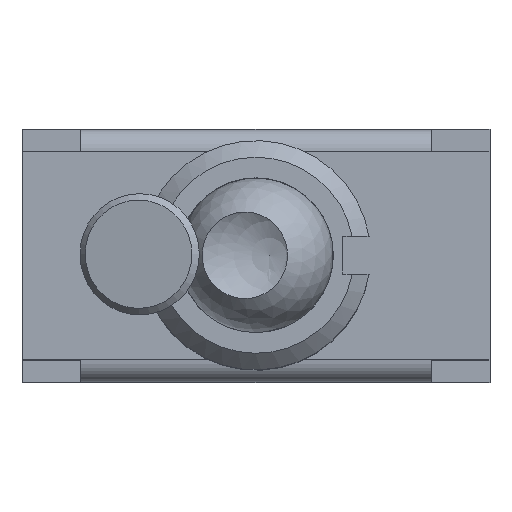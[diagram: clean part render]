
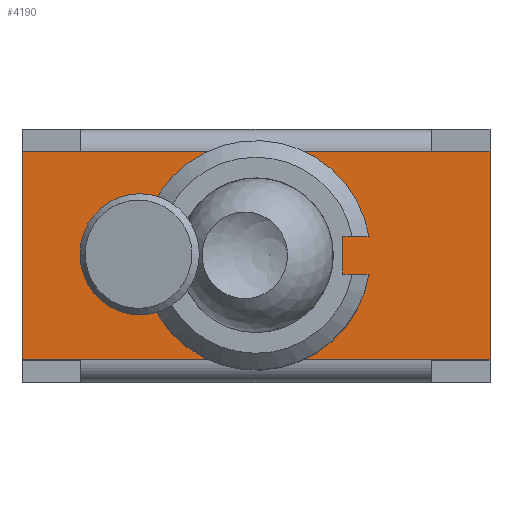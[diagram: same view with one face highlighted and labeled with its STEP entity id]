
A CAD part, top view. The second image highlights one B-rep face of the part: STEP entity #4190.
In plain terms, the highlighted planar face has unit normal (0, 0, 1).
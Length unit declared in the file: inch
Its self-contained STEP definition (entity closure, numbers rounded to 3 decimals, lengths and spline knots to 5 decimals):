
#237=PLANE('',#4479);
#432=FACE_OUTER_BOUND('',#683,.T.);
#683=EDGE_LOOP('',(#3543,#3544,#3545,#3546,#3547,#3548,#3549,#3550));
#1097=LINE('',#6769,#1566);
#1099=LINE('',#6774,#1568);
#1101=LINE('',#6777,#1570);
#1104=LINE('',#6783,#1573);
#1109=LINE('',#6793,#1578);
#1111=LINE('',#6796,#1580);
#1113=LINE('',#6804,#1582);
#1114=LINE('',#6806,#1583);
#1566=VECTOR('',#5258,0.3937);
#1568=VECTOR('',#5262,0.3937);
#1570=VECTOR('',#5266,0.3937);
#1573=VECTOR('',#5271,0.3937);
#1578=VECTOR('',#5278,0.3937);
#1580=VECTOR('',#5282,0.3937);
#1582=VECTOR('',#5294,0.3937);
#1583=VECTOR('',#5297,0.3937);
#1999=VERTEX_POINT('',#6586);
#2000=VERTEX_POINT('',#6594);
#2005=VERTEX_POINT('',#6610);
#2056=VERTEX_POINT('',#6765);
#2059=VERTEX_POINT('',#6772);
#2061=VERTEX_POINT('',#6781);
#2062=VERTEX_POINT('',#6786);
#2065=VERTEX_POINT('',#6791);
#2566=EDGE_CURVE('',#2000,#2056,#1097,.T.);
#2568=EDGE_CURVE('',#2005,#2059,#1099,.T.);
#2570=EDGE_CURVE('',#2059,#2056,#1101,.T.);
#2573=EDGE_CURVE('',#1999,#2061,#1104,.T.);
#2578=EDGE_CURVE('',#2065,#2062,#1109,.T.);
#2580=EDGE_CURVE('',#2061,#2062,#1111,.T.);
#2584=EDGE_CURVE('',#2005,#2065,#1113,.T.);
#2585=EDGE_CURVE('',#2000,#1999,#1114,.T.);
#3543=ORIENTED_EDGE('',*,*,#2585,.T.);
#3544=ORIENTED_EDGE('',*,*,#2573,.T.);
#3545=ORIENTED_EDGE('',*,*,#2580,.T.);
#3546=ORIENTED_EDGE('',*,*,#2578,.F.);
#3547=ORIENTED_EDGE('',*,*,#2584,.F.);
#3548=ORIENTED_EDGE('',*,*,#2568,.T.);
#3549=ORIENTED_EDGE('',*,*,#2570,.T.);
#3550=ORIENTED_EDGE('',*,*,#2566,.F.);
#4190=ADVANCED_FACE('',(#432),#237,.T.);
#4479=AXIS2_PLACEMENT_3D('',#6805,#5295,#5296);
#5258=DIRECTION('',(-1.,0.,0.));
#5262=DIRECTION('',(-1.,0.,0.));
#5266=DIRECTION('',(0.,-1.,0.));
#5271=DIRECTION('',(1.,0.,0.));
#5278=DIRECTION('',(1.,0.,0.));
#5282=DIRECTION('',(0.,1.,0.));
#5294=DIRECTION('',(1.,0.,0.));
#5295=DIRECTION('center_axis',(0.,0.,
1.));
#5296=DIRECTION('ref_axis',(0.,-1.,0.));
#5297=DIRECTION('',(1.,0.,0.));
#6586=CARTESIAN_POINT('',(0.18701,-0.11142,0.35));
#6594=CARTESIAN_POINT('',(-0.18701,-0.11142,0.35));
#6610=CARTESIAN_POINT('',(-0.18701,0.11142,0.35));
#6765=CARTESIAN_POINT('',(-0.25,-0.11142,0.35));
#6769=CARTESIAN_POINT('',(-0.18701,-0.11142,0.35));
#6772=CARTESIAN_POINT('',(-0.25,0.11142,0.35));
#6774=CARTESIAN_POINT('',(-0.18701,0.11142,0.35));
#6777=CARTESIAN_POINT('',(-0.25,-0.11142,0.35));
#6781=CARTESIAN_POINT('',(0.25,-0.11142,0.35));
#6783=CARTESIAN_POINT('',(0.18701,-0.11142,0.35));
#6786=CARTESIAN_POINT('',(0.25,0.11142,0.35));
#6791=CARTESIAN_POINT('',(0.18701,0.11142,0.35));
#6793=CARTESIAN_POINT('',(0.18701,0.11142,0.35));
#6796=CARTESIAN_POINT('',(0.25,0.11142,0.35));
#6804=CARTESIAN_POINT('',(0.,0.11142,0.35));
#6805=CARTESIAN_POINT('Origin',(0.,0.11142,
0.35));
#6806=CARTESIAN_POINT('',(0.,-0.11142,0.35));
